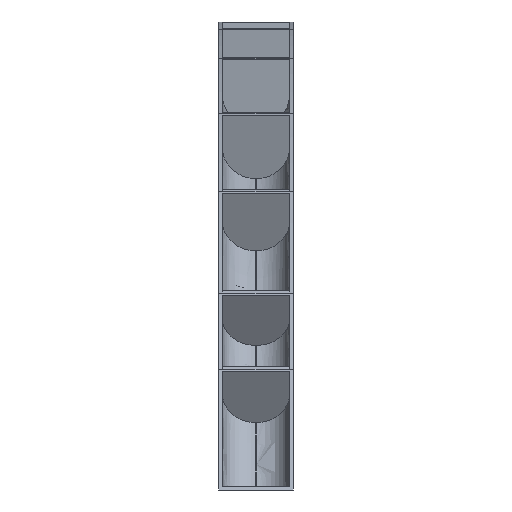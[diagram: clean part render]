
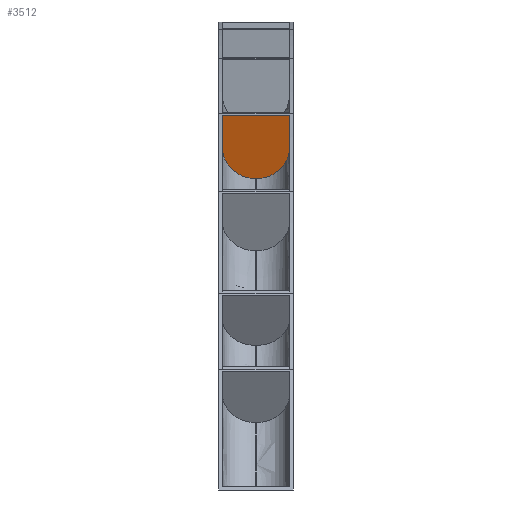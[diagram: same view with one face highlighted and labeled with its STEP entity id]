
A CAD part, left-side view. The second image highlights one B-rep face of the part: STEP entity #3512.
In plain terms, the highlighted planar face has unit normal (-0.947, 0, -0.321).
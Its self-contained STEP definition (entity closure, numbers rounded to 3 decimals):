
#196=PLANE('',#3863);
#392=FACE_OUTER_BOUND('',#610,.T.);
#610=EDGE_LOOP('',(#3126,#3127,#3128,#3129,#3130,#3131));
#741=B_SPLINE_CURVE_WITH_KNOTS('',3,(#8130,#8131,#8132,#8133,#8134,#8135,
#8136,#8137,#8138,#8139,#8140,#8141,#8142,#8143,#8144,#8145,#8146,#8147),
 .UNSPECIFIED.,.F.,.F.,(4,2,2,2,2,2,2,2,4),(10.088,10.716,
11.345,11.975,12.605,13.236,13.867,
14.499,15.132),.UNSPECIFIED.);
#743=B_SPLINE_CURVE_WITH_KNOTS('',3,(#8178,#8179,#8180,#8181,#8182,#8183,
#8184,#8185,#8186,#8187,#8188,#8189,#8190,#8191,#8192,#8193,#8194,#8195),
 .UNSPECIFIED.,.F.,.F.,(4,2,2,2,2,2,2,2,4),(10.088,10.716,
11.345,11.975,12.605,13.236,13.867,
14.499,15.132),.UNSPECIFIED.);
#1093=LINE('',#8172,#1369);
#1094=LINE('',#8174,#1370);
#1095=LINE('',#8176,#1371);
#1096=LINE('',#8196,#1372);
#1369=VECTOR('',#4702,10.);
#1370=VECTOR('',#4703,10.);
#1371=VECTOR('',#4704,10.);
#1372=VECTOR('',#4705,10.);
#1709=VERTEX_POINT('',#8128);
#1710=VERTEX_POINT('',#8129);
#1713=VERTEX_POINT('',#8171);
#1714=VERTEX_POINT('',#8173);
#1715=VERTEX_POINT('',#8175);
#1716=VERTEX_POINT('',#8177);
#2189=EDGE_CURVE('',#1709,#1710,#741,.T.);
#2193=EDGE_CURVE('',#1710,#1713,#1093,.F.);
#2194=EDGE_CURVE('',#1714,#1713,#1094,.T.);
#2195=EDGE_CURVE('',#1714,#1715,#1095,.T.);
#2196=EDGE_CURVE('',#1715,#1716,#743,.F.);
#2197=EDGE_CURVE('',#1716,#1709,#1096,.T.);
#3126=ORIENTED_EDGE('',*,*,#2189,.T.);
#3127=ORIENTED_EDGE('',*,*,#2193,.T.);
#3128=ORIENTED_EDGE('',*,*,#2194,.F.);
#3129=ORIENTED_EDGE('',*,*,#2195,.T.);
#3130=ORIENTED_EDGE('',*,*,#2196,.T.);
#3131=ORIENTED_EDGE('',*,*,#2197,.T.);
#3512=ADVANCED_FACE('',(#392),#196,.T.);
#3863=AXIS2_PLACEMENT_3D('',#8170,#4700,#4701);
#4700=DIRECTION('center_axis',(-0.947,0.,-0.321));
#4701=DIRECTION('ref_axis',(0.321,0.,-0.947));
#4702=DIRECTION('',(0.321,0.,-0.947));
#4703=DIRECTION('',(0.,-1.,0.));
#4704=DIRECTION('',(0.321,0.,-0.947));
#4705=DIRECTION('',(0.,-1.,0.));
#8128=CARTESIAN_POINT('',(485.039,37.5,320.111));
#8129=CARTESIAN_POINT('',(474.101,3.5,352.428));
#8130=CARTESIAN_POINT('Ctrl Pts',(485.039,37.5,320.111));
#8131=CARTESIAN_POINT('Ctrl Pts',(485.039,35.404,320.111));
#8132=CARTESIAN_POINT('Ctrl Pts',(484.973,33.116,320.307));
#8133=CARTESIAN_POINT('Ctrl Pts',(484.686,28.634,321.154));
#8134=CARTESIAN_POINT('Ctrl Pts',(484.466,26.441,321.804));
#8135=CARTESIAN_POINT('Ctrl Pts',(483.951,22.566,323.327));
#8136=CARTESIAN_POINT('Ctrl Pts',(483.607,20.528,324.341));
#8137=CARTESIAN_POINT('Ctrl Pts',(482.79,16.724,326.755));
#8138=CARTESIAN_POINT('Ctrl Pts',(482.317,14.958,328.154));
#8139=CARTESIAN_POINT('Ctrl Pts',(481.363,11.989,330.972));
#8140=CARTESIAN_POINT('Ctrl Pts',(480.794,10.513,332.652));
#8141=CARTESIAN_POINT('Ctrl Pts',(479.57,7.968,336.268));
#8142=CARTESIAN_POINT('Ctrl Pts',(478.915,6.898,338.205));
#8143=CARTESIAN_POINT('Ctrl Pts',(477.667,5.29,341.892));
#8144=CARTESIAN_POINT('Ctrl Pts',(476.96,4.602,343.982));
#8145=CARTESIAN_POINT('Ctrl Pts',(475.514,3.707,348.252));
#8146=CARTESIAN_POINT('Ctrl Pts',(474.776,3.5,350.432));
#8147=CARTESIAN_POINT('Ctrl Pts',(474.101,3.5,352.428));
#8170=CARTESIAN_POINT('Origin',(462.906,0.,385.502));
#8171=CARTESIAN_POINT('',(463.008,3.5,385.2));
#8172=CARTESIAN_POINT('',(487.21,3.5,313.697));
#8173=CARTESIAN_POINT('',(463.008,72.7,385.2));
#8174=CARTESIAN_POINT('',(463.008,0.,385.2));
#8175=CARTESIAN_POINT('',(474.101,72.7,352.428));
#8176=CARTESIAN_POINT('',(487.21,72.7,313.697));
#8177=CARTESIAN_POINT('',(485.039,38.7,320.111));
#8178=CARTESIAN_POINT('Ctrl Pts',(485.039,38.7,320.111));
#8179=CARTESIAN_POINT('Ctrl Pts',(485.039,40.796,320.111));
#8180=CARTESIAN_POINT('Ctrl Pts',(484.973,43.084,320.307));
#8181=CARTESIAN_POINT('Ctrl Pts',(484.686,47.566,321.154));
#8182=CARTESIAN_POINT('Ctrl Pts',(484.466,49.759,321.804));
#8183=CARTESIAN_POINT('Ctrl Pts',(483.951,53.634,323.327));
#8184=CARTESIAN_POINT('Ctrl Pts',(483.607,55.672,324.341));
#8185=CARTESIAN_POINT('Ctrl Pts',(482.79,59.476,326.755));
#8186=CARTESIAN_POINT('Ctrl Pts',(482.317,61.242,328.154));
#8187=CARTESIAN_POINT('Ctrl Pts',(481.363,64.211,330.972));
#8188=CARTESIAN_POINT('Ctrl Pts',(480.794,65.687,332.652));
#8189=CARTESIAN_POINT('Ctrl Pts',(479.57,68.232,336.268));
#8190=CARTESIAN_POINT('Ctrl Pts',(478.915,69.302,338.205));
#8191=CARTESIAN_POINT('Ctrl Pts',(477.667,70.91,341.892));
#8192=CARTESIAN_POINT('Ctrl Pts',(476.96,71.598,343.982));
#8193=CARTESIAN_POINT('Ctrl Pts',(475.514,72.493,348.252));
#8194=CARTESIAN_POINT('Ctrl Pts',(474.776,72.7,350.432));
#8195=CARTESIAN_POINT('Ctrl Pts',(474.101,72.7,352.428));
#8196=CARTESIAN_POINT('',(485.039,0.,320.111));
